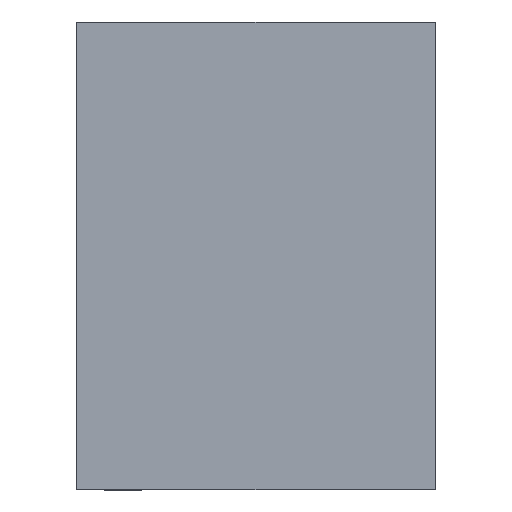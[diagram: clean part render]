
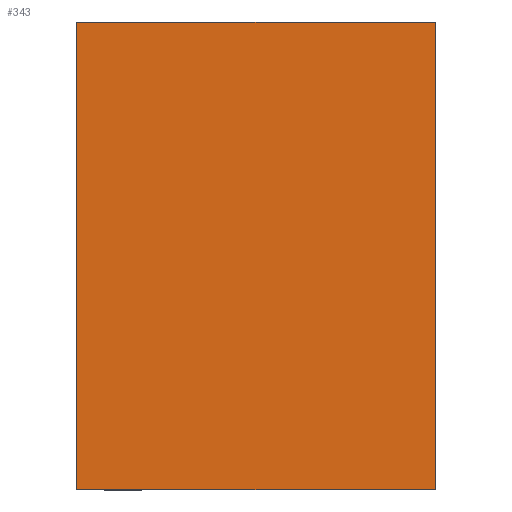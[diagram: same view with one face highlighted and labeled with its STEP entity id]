
A CAD part, front view. The second image highlights one B-rep face of the part: STEP entity #343.
In plain terms, the highlighted planar face has unit normal (0, -1, 0).
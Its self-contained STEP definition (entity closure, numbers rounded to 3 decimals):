
#36 = VECTOR ( 'NONE', #310, 1000. ) ;
#43 = CARTESIAN_POINT ( 'NONE',  ( -11.5, 0., 15. ) ) ;
#96 = LINE ( 'NONE', #323, #456 ) ;
#105 = DIRECTION ( 'NONE',  ( -1., 0., 0. ) ) ;
#200 = CARTESIAN_POINT ( 'NONE',  ( 11.5, 0., -15. ) ) ;
#274 = EDGE_CURVE ( 'NONE', #607, #827, #627, .T. ) ;
#280 = EDGE_CURVE ( 'NONE', #897, #607, #96, .T. ) ;
#310 = DIRECTION ( 'NONE',  ( 0., 0., 1. ) ) ;
#323 = CARTESIAN_POINT ( 'NONE',  ( 11.5, 0., 15. ) ) ;
#327 = ORIENTED_EDGE ( 'NONE', *, *, #722, .F. ) ;
#337 = ORIENTED_EDGE ( 'NONE', *, *, #280, .F. ) ;
#343 = ADVANCED_FACE ( 'NONE', ( #349 ), #810, .F. ) ;
#349 = FACE_OUTER_BOUND ( 'NONE', #790, .T. ) ;
#371 = LINE ( 'NONE', #598, #36 ) ;
#408 = CARTESIAN_POINT ( 'NONE',  ( 11.5, 0., -15. ) ) ;
#413 = CARTESIAN_POINT ( 'NONE',  ( -11.5, 0., 15. ) ) ;
#456 = VECTOR ( 'NONE', #633, 1000. ) ;
#463 = EDGE_CURVE ( 'NONE', #935, #897, #467, .T. ) ;
#467 = LINE ( 'NONE', #413, #520 ) ;
#520 = VECTOR ( 'NONE', #765, 1000. ) ;
#522 = ORIENTED_EDGE ( 'NONE', *, *, #463, .F. ) ;
#586 = DIRECTION ( 'NONE',  ( 0., 0., 1. ) ) ;
#598 = CARTESIAN_POINT ( 'NONE',  ( -11.5, 0., -15. ) ) ;
#607 = VERTEX_POINT ( 'NONE', #200 ) ;
#627 = LINE ( 'NONE', #408, #881 ) ;
#633 = DIRECTION ( 'NONE',  ( 0., 0., -1. ) ) ;
#678 = ORIENTED_EDGE ( 'NONE', *, *, #274, .F. ) ;
#703 = AXIS2_PLACEMENT_3D ( 'NONE', #947, #951, #586 ) ;
#722 = EDGE_CURVE ( 'NONE', #827, #935, #371, .T. ) ;
#765 = DIRECTION ( 'NONE',  ( 1., 0., 0. ) ) ;
#774 = CARTESIAN_POINT ( 'NONE',  ( 11.5, 0., 15. ) ) ;
#790 = EDGE_LOOP ( 'NONE', ( #337, #522, #327, #678 ) ) ;
#810 = PLANE ( 'NONE',  #703 ) ;
#827 = VERTEX_POINT ( 'NONE', #931 ) ;
#881 = VECTOR ( 'NONE', #105, 1000. ) ;
#897 = VERTEX_POINT ( 'NONE', #774 ) ;
#931 = CARTESIAN_POINT ( 'NONE',  ( -11.5, 0., -15. ) ) ;
#935 = VERTEX_POINT ( 'NONE', #43 ) ;
#947 = CARTESIAN_POINT ( 'NONE',  ( 0., 0., 0. ) ) ;
#951 = DIRECTION ( 'NONE',  ( 0., 1., 0. ) ) ;
